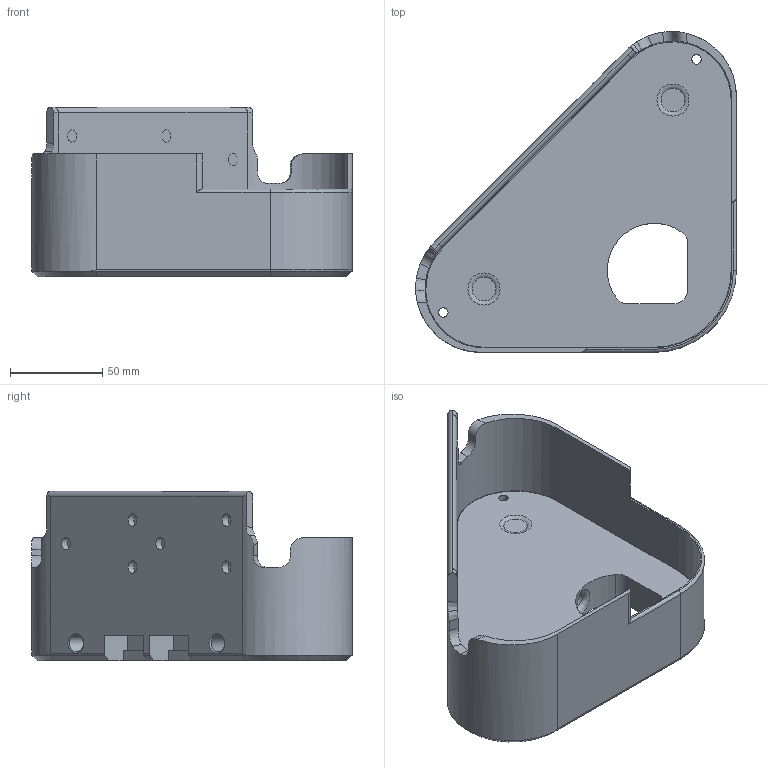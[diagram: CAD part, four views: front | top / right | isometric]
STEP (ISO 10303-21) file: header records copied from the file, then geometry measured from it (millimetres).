
FILE_DESCRIPTION(/* description */ ('STEP AP214'),/* implementation_level */ '2;1');
FILE_NAME(/* name */ 'SwerveDriveCover.stp',/* time_stamp */ '2024-03-22T21:29:44-04:00',/* author */ ('Daniel Wang'),/* organization */ (''),/* preprocessor_version */ 'ST-DEVELOPER v20',/* originating_system */ 'Autodesk Inventor 2024',/* authorisation */ '');
FILE_SCHEMA (('AUTOMOTIVE_DESIGN { 1 0 10303 214 3 1 1 }'));
Length unit declared in the file: inch
Products named in the file (1): Modified Swerve Drive  Cover
Bounding box: 173.51 x 173.51 x 91.85 mm (x, y, z)
Volume: 446585.3 mm3; surface area: 116365.1 mm2
Topology: 4 solids, 4 shells, 247 faces, 663 edges, 436 vertices
Faces by surface type: plane 141, bspline 54, cylinder 43, torus 6, cone 3
Full cylindrical faces by diameter (mm): 5.105 x2, 6.782 x6, 9 x2, 11.112 x2
Entity records: 8446 total; most frequent: CARTESIAN_POINT 2535, ORIENTED_EDGE 1326, DIRECTION 1016, EDGE_CURVE 663, VERTEX_POINT 436, LINE 418, VECTOR 418, AXIS2_PLACEMENT_3D 299
